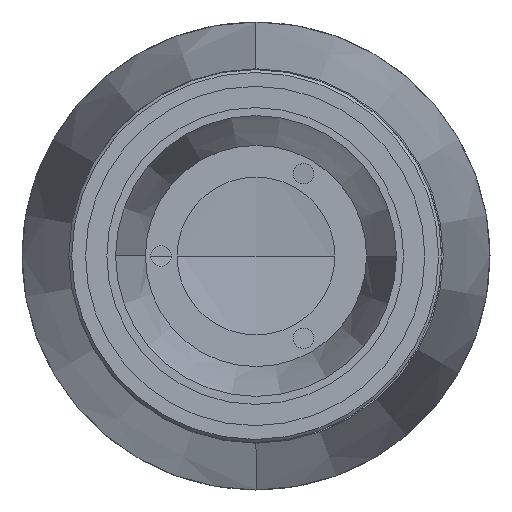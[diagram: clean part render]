
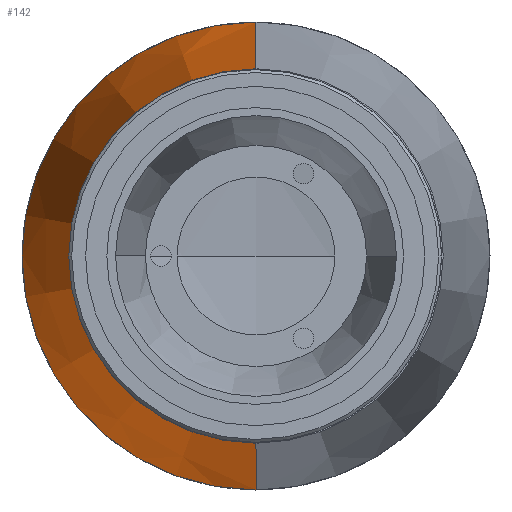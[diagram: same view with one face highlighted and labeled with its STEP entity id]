
A CAD part, left-side view. The second image highlights one B-rep face of the part: STEP entity #142.
In plain terms, the highlighted conical face has half-angle 8.65 degrees and reference radius 40 mm.
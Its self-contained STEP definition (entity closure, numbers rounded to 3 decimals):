
#25 = VERTEX_POINT ( 'NONE', #841 ) ;
#84 = ORIENTED_EDGE ( 'NONE', *, *, #1618, .T. ) ;
#142 = ADVANCED_FACE ( 'NONE', ( #1295 ), #1310, .T. ) ;
#221 = DIRECTION ( 'NONE',  ( 0., 0., 1. ) ) ;
#230 = DIRECTION ( 'NONE',  ( 1., 0., 0. ) ) ;
#234 = CARTESIAN_POINT ( 'NONE',  ( 214.306, 0., 0. ) ) ;
#264 = AXIS2_PLACEMENT_3D ( 'NONE', #234, #230, #221 ) ;
#325 = VERTEX_POINT ( 'NONE', #2150 ) ;
#335 = VERTEX_POINT ( 'NONE', #2141 ) ;
#365 = VERTEX_POINT ( 'NONE', #2112 ) ;
#445 = DIRECTION ( 'NONE',  ( 0.989, 0., 0.15 ) ) ;
#536 = DIRECTION ( 'NONE',  ( 0., 0., -1. ) ) ;
#540 = DIRECTION ( 'NONE',  ( 1., 0., 0. ) ) ;
#541 = CARTESIAN_POINT ( 'NONE',  ( 122.176, 0., 0. ) ) ;
#584 = EDGE_LOOP ( 'NONE', ( #84, #672, #744, #587 ) ) ;
#587 = ORIENTED_EDGE ( 'NONE', *, *, #1317, .F. ) ;
#610 = AXIS2_PLACEMENT_3D ( 'NONE', #541, #540, #536 ) ;
#672 = ORIENTED_EDGE ( 'NONE', *, *, #2410, .T. ) ;
#744 = ORIENTED_EDGE ( 'NONE', *, *, #1730, .F. ) ;
#827 = CIRCLE ( 'NONE', #610, 25.985 ) ;
#841 = CARTESIAN_POINT ( 'NONE',  ( 214.306, 0., -40. ) ) ;
#843 = CARTESIAN_POINT ( 'NONE',  ( 214.306, 0., -40. ) ) ;
#966 = CIRCLE ( 'NONE', #264, 40. ) ;
#1019 = DIRECTION ( 'NONE',  ( 0.989, 0., -0.15 ) ) ;
#1171 = LINE ( 'NONE', #843, #1391 ) ;
#1295 = FACE_OUTER_BOUND ( 'NONE', #584, .T. ) ;
#1310 = CONICAL_SURFACE ( 'NONE', #1867, 40., 0.151 ) ;
#1317 = EDGE_CURVE ( 'NONE', #365, #25, #1171, .T. ) ;
#1391 = VECTOR ( 'NONE', #1019, 1000. ) ;
#1529 = VECTOR ( 'NONE', #445, 1000. ) ;
#1618 = EDGE_CURVE ( 'NONE', #365, #325, #827, .T. ) ;
#1730 = EDGE_CURVE ( 'NONE', #25, #335, #966, .T. ) ;
#1867 = AXIS2_PLACEMENT_3D ( 'NONE', #2297, #2291, #2309 ) ;
#1988 = CARTESIAN_POINT ( 'NONE',  ( 214.306, 0., 40. ) ) ;
#2075 = LINE ( 'NONE', #1988, #1529 ) ;
#2112 = CARTESIAN_POINT ( 'NONE',  ( 122.176, 0., -25.985 ) ) ;
#2141 = CARTESIAN_POINT ( 'NONE',  ( 214.306, 0., 40. ) ) ;
#2150 = CARTESIAN_POINT ( 'NONE',  ( 122.176, 0., 25.985 ) ) ;
#2291 = DIRECTION ( 'NONE',  ( 1., 0., 0. ) ) ;
#2297 = CARTESIAN_POINT ( 'NONE',  ( 214.306, 0., 0. ) ) ;
#2309 = DIRECTION ( 'NONE',  ( 0., 0., -1. ) ) ;
#2410 = EDGE_CURVE ( 'NONE', #325, #335, #2075, .T. ) ;
